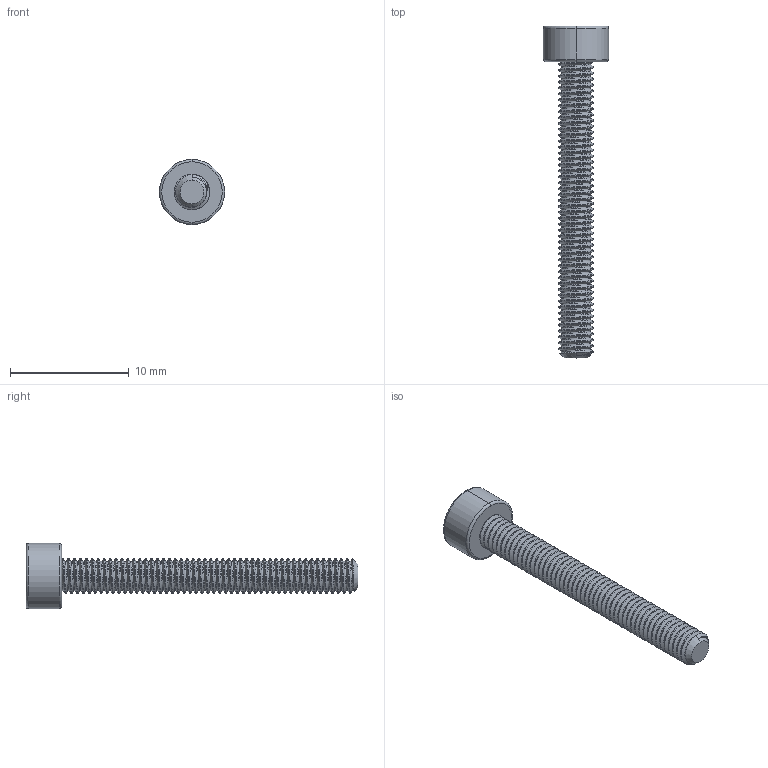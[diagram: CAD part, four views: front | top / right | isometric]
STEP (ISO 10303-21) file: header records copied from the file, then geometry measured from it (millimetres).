
FILE_DESCRIPTION (( 'STEP AP214' ), '1' );
FILE_NAME ('Screw_DIN_912_M3x25F_A2.STEP', '2024-07-16T00:29:13', ( '' ), ( '' ), 'SwSTEP 2.0', 'SolidWorks 2023', '' );
FILE_SCHEMA (( 'AUTOMOTIVE_DESIGN' ));
Length unit declared in the file: millimetre
Products named in the file (1): Screw_DIN_912_M3x25F_A2
Bounding box: 5.5 x 28 x 5.5 mm (x, y, z)
Volume: 205.7 mm3; surface area: 449.7 mm2
Topology: 1 solids, 1 shells, 132 faces, 368 edges, 240 vertices
Faces by surface type: cylinder 101, plane 22, torus 4, bspline 3, cone 2
Entity records: 10128 total; most frequent: CARTESIAN_POINT 7334, ORIENTED_EDGE 736, DIRECTION 436, EDGE_CURVE 368, VERTEX_POINT 240, AXIS2_PLACEMENT_3D 146, VECTOR 144, LINE 144
